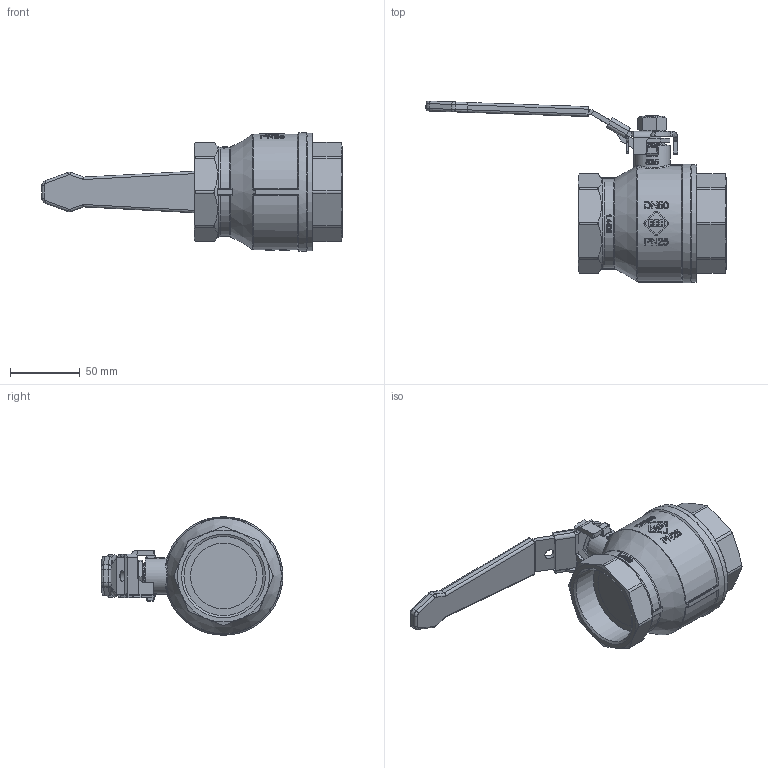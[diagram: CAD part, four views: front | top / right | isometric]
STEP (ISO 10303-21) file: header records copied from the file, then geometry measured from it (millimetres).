
FILE_DESCRIPTION(/* description */ (''),/* implementation_level */ '2;1');
FILE_NAME(/* name */ '835_835_0_50.stp',/* time_stamp */ '2021-09-27T12:17:58+02:00',/* author */ ('sga-ext'),/* organization */ (''),/* preprocessor_version */ 'ST-DEVELOPER v18.1',/* originating_system */ 'Autodesk Inventor 2021',/* authorisation */ '');
FILE_SCHEMA (('AUTOMOTIVE_DESIGN { 1 0 10303 214 3 1 1 }'));
Products named in the file (1): ENG-068170
Bounding box: 215.1 x 130.14 x 85 mm (x, y, z)
Volume: 418527.2 mm3; surface area: 59539.8 mm2
Topology: 2 solids, 2 shells, 1453 faces, 3784 edges, 2450 vertices
Faces by surface type: plane 661, bspline 509, cylinder 216, cone 36, torus 23, sphere 8
Full cylindrical faces by diameter (mm): 7.5 x1, 13.4 x1, 18.3 x1, 20 x1, 26 x1, 47.2 x1, 56.656 x2, 84 x1, 85 x1
Entity records: 54086 total; most frequent: CARTESIAN_POINT 20375, ORIENTED_EDGE 7556, DIRECTION 5068, EDGE_CURVE 3778, VERTEX_POINT 2450, LINE 2002, VECTOR 2002, EDGE_LOOP 1576
